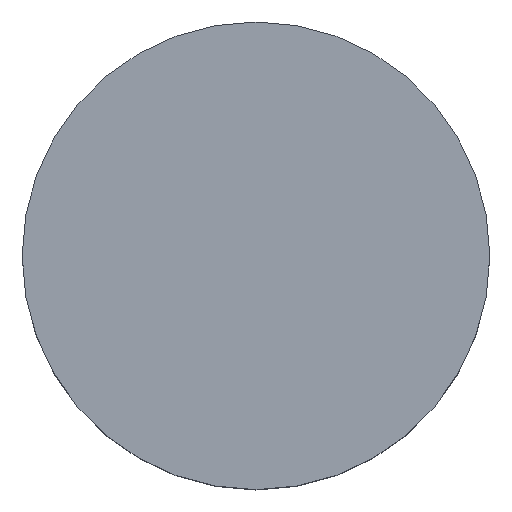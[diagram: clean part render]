
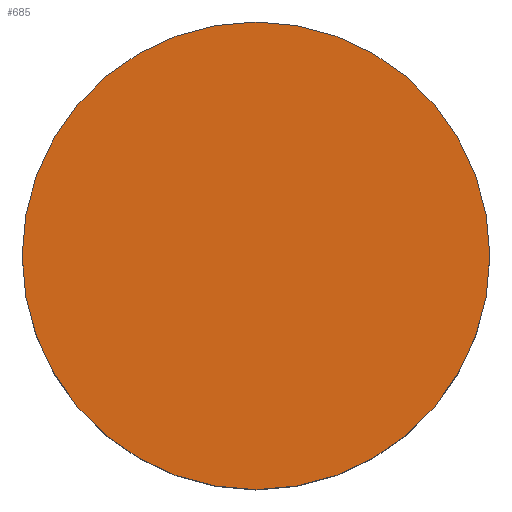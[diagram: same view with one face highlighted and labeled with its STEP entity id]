
A CAD part, top view. The second image highlights one B-rep face of the part: STEP entity #685.
In plain terms, the highlighted planar face has unit normal (0, 0, 1).
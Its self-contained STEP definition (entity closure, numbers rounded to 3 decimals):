
#226=CARTESIAN_POINT('',(0.,0.,50.));
#227=DIRECTION('',(0.,0.,1.));
#228=DIRECTION('',(1.,0.,0.));
#229=AXIS2_PLACEMENT_3D('',#226,#227,#228);
#231=CARTESIAN_POINT('',(0.,0.,50.));
#232=DIRECTION('',(0.,0.,1.));
#233=DIRECTION('',(-1.,0.,0.));
#234=AXIS2_PLACEMENT_3D('',#231,#232,#233);
#267=CARTESIAN_POINT('',(6.,0.,50.));
#268=CARTESIAN_POINT('',(-6.,0.,50.));
#269=VERTEX_POINT('',#267);
#270=VERTEX_POINT('',#268);
#676=CARTESIAN_POINT('',(0.,0.,50.));
#677=DIRECTION('',(0.,0.,1.));
#678=DIRECTION('',(1.,0.,0.));
#679=AXIS2_PLACEMENT_3D('',#676,#677,#678);
#680=PLANE('',#679);
#681=ORIENTED_EDGE('',*,*,#632,.F.);
#682=ORIENTED_EDGE('',*,*,#658,.F.);
#683=EDGE_LOOP('',(#681,#682));
#684=FACE_OUTER_BOUND('',#683,.F.);
#685=ADVANCED_FACE('',(#684),#680,.T.);
#230=CIRCLE('',#229,6.);
#235=CIRCLE('',#234,6.);
#632=EDGE_CURVE('',#269,#270,#230,.T.);
#658=EDGE_CURVE('',#270,#269,#235,.T.);
